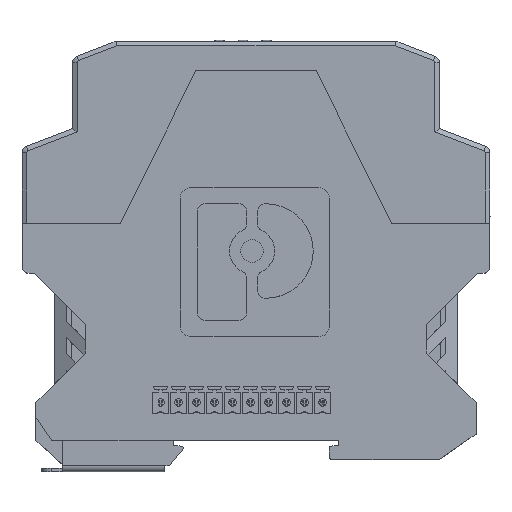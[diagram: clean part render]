
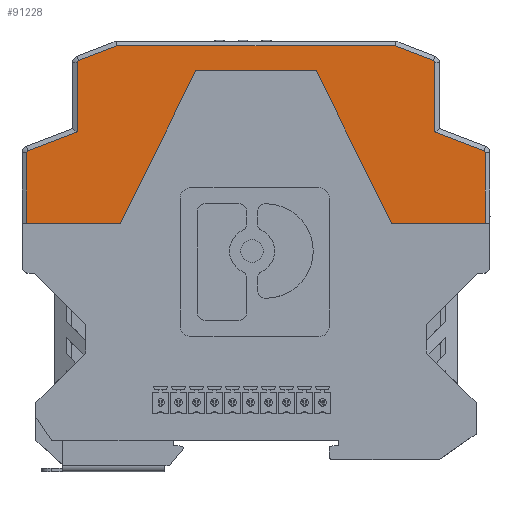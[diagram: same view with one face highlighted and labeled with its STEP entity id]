
A CAD part, top view. The second image highlights one B-rep face of the part: STEP entity #91228.
In plain terms, the highlighted planar face has unit normal (0, 0, 1).
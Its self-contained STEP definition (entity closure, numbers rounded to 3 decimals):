
#4310=CIRCLE('',#96942,0.5);
#4312=CIRCLE('',#96947,0.5);
#4326=CIRCLE('',#97005,0.5);
#4328=CIRCLE('',#97023,0.5);
#26626=ORIENTED_EDGE('',*,*,#38022,.F.);
#26627=ORIENTED_EDGE('',*,*,#38019,.F.);
#26628=ORIENTED_EDGE('',*,*,#38017,.T.);
#26629=ORIENTED_EDGE('',*,*,#38013,.T.);
#26630=ORIENTED_EDGE('',*,*,#38011,.T.);
#26631=ORIENTED_EDGE('',*,*,#38138,.T.);
#26632=ORIENTED_EDGE('',*,*,#38197,.F.);
#26633=ORIENTED_EDGE('',*,*,#38198,.F.);
#26634=ORIENTED_EDGE('',*,*,#38199,.F.);
#26635=ORIENTED_EDGE('',*,*,#38200,.T.);
#26636=ORIENTED_EDGE('',*,*,#38157,.T.);
#26637=ORIENTED_EDGE('',*,*,#38179,.F.);
#26638=ORIENTED_EDGE('',*,*,#38201,.F.);
#26639=ORIENTED_EDGE('',*,*,#38202,.F.);
#26640=ORIENTED_EDGE('',*,*,#38203,.F.);
#26641=ORIENTED_EDGE('',*,*,#38066,.F.);
#26642=ORIENTED_EDGE('',*,*,#38072,.F.);
#26643=ORIENTED_EDGE('',*,*,#38007,.T.);
#38007=EDGE_CURVE('',#45813,#45812,#54117,.T.);
#38011=EDGE_CURVE('',#45817,#45816,#54121,.T.);
#38013=EDGE_CURVE('',#45818,#45817,#4310,.T.);
#38017=EDGE_CURVE('',#45821,#45818,#54125,.T.);
#38019=EDGE_CURVE('',#45821,#45822,#54127,.T.);
#38022=EDGE_CURVE('',#45822,#45812,#4312,.T.);
#38066=EDGE_CURVE('',#45858,#45859,#54165,.T.);
#38072=EDGE_CURVE('',#45813,#45858,#54171,.T.);
#38138=EDGE_CURVE('',#45816,#45895,#54236,.T.);
#38157=EDGE_CURVE('',#45908,#45909,#4326,.T.);
#38179=EDGE_CURVE('',#45923,#45909,#54271,.T.);
#38197=EDGE_CURVE('',#45933,#45895,#54289,.T.);
#38198=EDGE_CURVE('',#45934,#45933,#4328,.T.);
#38199=EDGE_CURVE('',#45935,#45934,#54290,.T.);
#38200=EDGE_CURVE('',#45935,#45908,#54291,.T.);
#38201=EDGE_CURVE('',#45936,#45923,#54292,.T.);
#38202=EDGE_CURVE('',#45937,#45936,#54293,.T.);
#38203=EDGE_CURVE('',#45859,#45937,#54294,.T.);
#45812=VERTEX_POINT('',#154884);
#45813=VERTEX_POINT('',#154886);
#45816=VERTEX_POINT('',#154893);
#45817=VERTEX_POINT('',#154895);
#45818=VERTEX_POINT('',#154899);
#45821=VERTEX_POINT('',#154907);
#45822=VERTEX_POINT('',#154911);
#45858=VERTEX_POINT('',#155008);
#45859=VERTEX_POINT('',#155009);
#45895=VERTEX_POINT('',#155140);
#45908=VERTEX_POINT('',#155180);
#45909=VERTEX_POINT('',#155181);
#45923=VERTEX_POINT('',#155223);
#45933=VERTEX_POINT('',#155261);
#45934=VERTEX_POINT('',#155263);
#45935=VERTEX_POINT('',#155265);
#45936=VERTEX_POINT('',#155268);
#45937=VERTEX_POINT('',#155270);
#54117=LINE('',#154885,#62519);
#54121=LINE('',#154894,#62523);
#54125=LINE('',#154906,#62527);
#54127=LINE('',#154910,#62529);
#54165=LINE('',#155007,#62567);
#54171=LINE('',#155018,#62573);
#54236=LINE('',#155141,#62638);
#54271=LINE('',#155224,#62673);
#54289=LINE('',#155260,#62691);
#54290=LINE('',#155264,#62692);
#54291=LINE('',#155266,#62693);
#54292=LINE('',#155267,#62694);
#54293=LINE('',#155269,#62695);
#54294=LINE('',#155271,#62696);
#62519=VECTOR('',#116426,1000.);
#62523=VECTOR('',#116432,1000.);
#62527=VECTOR('',#116444,1000.);
#62529=VECTOR('',#116448,1000.);
#62567=VECTOR('',#116532,1000.);
#62573=VECTOR('',#116540,1000.);
#62638=VECTOR('',#116653,1000.);
#62673=VECTOR('',#116728,1000.);
#62691=VECTOR('',#116764,1000.);
#62692=VECTOR('',#116767,1000.);
#62693=VECTOR('',#116768,1000.);
#62694=VECTOR('',#116769,1000.);
#62695=VECTOR('',#116770,1000.);
#62696=VECTOR('',#116771,1000.);
#68040=EDGE_LOOP('',(#26626,#26627,#26628,#26629,#26630,#26631,#26632,#26633,
#26634,#26635,#26636,#26637,#26638,#26639,#26640,#26641,#26642,#26643));
#73332=FACE_BOUND('',#68040,.T.);
#76221=PLANE('',#97022);
#91228=ADVANCED_FACE('',(#73332),#76221,.T.);
#96942=AXIS2_PLACEMENT_3D('',#154898,#116436,#116437);
#96947=AXIS2_PLACEMENT_3D('',#154916,#116453,#116454);
#97005=AXIS2_PLACEMENT_3D('',#155179,#116690,#116691);
#97022=AXIS2_PLACEMENT_3D('',#155259,#116762,#116763);
#97023=AXIS2_PLACEMENT_3D('',#155262,#116765,#116766);
#116426=DIRECTION('',(0.,1.,0.));
#116432=DIRECTION('',(-0.934,0.358,0.));
#116436=DIRECTION('',(0.,0.,1.));
#116437=DIRECTION('',(1.,0.,0.));
#116444=DIRECTION('',(0.,1.,0.));
#116448=DIRECTION('',(0.934,-0.358,0.));
#116453=DIRECTION('',(0.,0.,-1.));
#116454=DIRECTION('',(-1.,0.,0.));
#116532=DIRECTION('',(-0.446,0.895,0.));
#116540=DIRECTION('',(-1.,0.,0.));
#116653=DIRECTION('',(-1.,0.,0.));
#116690=DIRECTION('',(0.,0.,1.));
#116691=DIRECTION('',(1.,0.,0.));
#116728=DIRECTION('',(0.,1.,0.));
#116762=DIRECTION('',(0.,0.,1.));
#116763=DIRECTION('',(1.,0.,0.));
#116764=DIRECTION('',(0.934,0.358,0.));
#116765=DIRECTION('',(0.,0.,-1.));
#116766=DIRECTION('',(-1.,0.,0.));
#116767=DIRECTION('',(0.,1.,0.));
#116768=DIRECTION('',(-0.934,-0.358,0.));
#116769=DIRECTION('',(-1.,0.,0.));
#116770=DIRECTION('',(-0.446,-0.895,0.));
#116771=DIRECTION('',(-1.,0.,0.));
#154884=CARTESIAN_POINT('',(48.5,-21.182,18.075));
#154885=CARTESIAN_POINT('',(48.5,-28.616,18.075));
#154886=CARTESIAN_POINT('',(48.5,-36.05,18.075));
#154893=CARTESIAN_POINT('',(29.415,1.45,18.075));
#154894=CARTESIAN_POINT('',(34.663,-0.565,18.075));
#154895=CARTESIAN_POINT('',(37.479,-1.646,18.075));
#154898=CARTESIAN_POINT('',(37.3,-2.112,18.075));
#154899=CARTESIAN_POINT('',(37.8,-2.112,18.075));
#154906=CARTESIAN_POINT('',(37.8,-9.081,18.075));
#154907=CARTESIAN_POINT('',(37.8,-16.738,18.075));
#154910=CARTESIAN_POINT('',(42.811,-18.658,18.075));
#154911=CARTESIAN_POINT('',(48.179,-20.715,18.075));
#154916=CARTESIAN_POINT('',(48.,-21.182,18.075));
#155007=CARTESIAN_POINT('',(66.881,-112.55,18.075));
#155008=CARTESIAN_POINT('',(28.75,-36.05,18.075));
#155009=CARTESIAN_POINT('',(12.7,-3.85,18.075));
#155018=CARTESIAN_POINT('',(0.,-36.05,18.075));
#155140=CARTESIAN_POINT('',(-29.415,1.45,18.075));
#155141=CARTESIAN_POINT('',(1.395,1.45,18.075));
#155179=CARTESIAN_POINT('',(-48.,-21.182,18.075));
#155180=CARTESIAN_POINT('',(-48.179,-20.715,18.075));
#155181=CARTESIAN_POINT('',(-48.5,-21.182,18.075));
#155223=CARTESIAN_POINT('',(-48.5,-36.05,18.075));
#155224=CARTESIAN_POINT('',(-48.5,-28.616,18.075));
#155259=CARTESIAN_POINT('',(32.387,-27.643,18.075));
#155260=CARTESIAN_POINT('',(-33.36,-0.065,18.075));
#155261=CARTESIAN_POINT('',(-37.479,-1.646,18.075));
#155262=CARTESIAN_POINT('',(-37.3,-2.112,18.075));
#155263=CARTESIAN_POINT('',(-37.8,-2.112,18.075));
#155264=CARTESIAN_POINT('',(-37.8,-9.617,18.075));
#155265=CARTESIAN_POINT('',(-37.8,-16.738,18.075));
#155266=CARTESIAN_POINT('',(-43.311,-18.849,18.075));
#155267=CARTESIAN_POINT('',(0.,-36.05,18.075));
#155268=CARTESIAN_POINT('',(-28.75,-36.05,18.075));
#155269=CARTESIAN_POINT('',(-66.881,-112.55,18.075));
#155270=CARTESIAN_POINT('',(-12.7,-3.85,18.075));
#155271=CARTESIAN_POINT('',(0.,-3.85,18.075));
